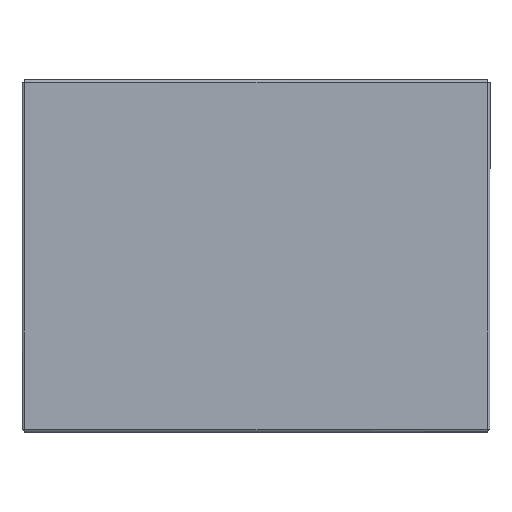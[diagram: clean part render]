
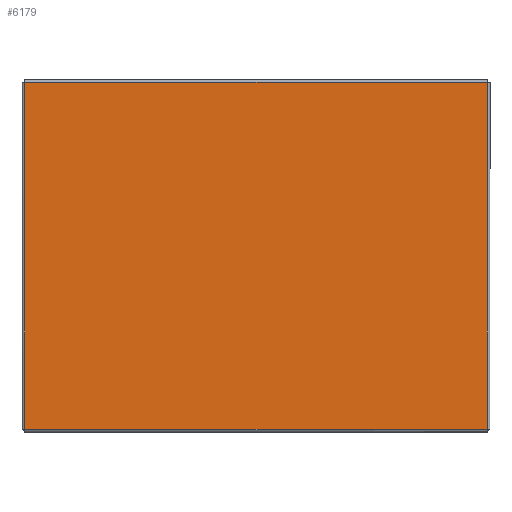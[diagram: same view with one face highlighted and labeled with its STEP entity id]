
A CAD part, top view. The second image highlights one B-rep face of the part: STEP entity #6179.
In plain terms, the highlighted planar face has unit normal (0, 0, 1).
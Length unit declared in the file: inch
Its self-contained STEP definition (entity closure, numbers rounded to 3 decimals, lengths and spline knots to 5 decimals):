
#124 = VERTEX_POINT ( 'NONE', #11761 ) ;
#312 = ORIENTED_EDGE ( 'NONE', *, *, #11312, .T. ) ;
#443 = CARTESIAN_POINT ( 'NONE',  ( 12.04895, 12.0354, 0.074 ) ) ;
#557 = EDGE_LOOP ( 'NONE', ( #312, #12191, #7142, #5818 ) ) ;
#786 = DIRECTION ( 'NONE',  ( 0., -1., 0. ) ) ;
#1034 = LINE ( 'NONE', #11162, #5757 ) ;
#1141 = VECTOR ( 'NONE', #9463, 39.37008 ) ;
#2283 = LINE ( 'NONE', #4564, #4782 ) ;
#3207 = CARTESIAN_POINT ( 'NONE',  ( 8.0625, 6.0625, 0.074 ) ) ;
#3846 = CARTESIAN_POINT ( 'NONE',  ( 16.0354, 3.07605, 0.074 ) ) ;
#4125 = PLANE ( 'NONE',  #5544 ) ;
#4168 = DIRECTION ( 'NONE',  ( 1., 0., 0. ) ) ;
#4459 = CARTESIAN_POINT ( 'NONE',  ( 0.0896, 12.0354, 0.074 ) ) ;
#4505 = DIRECTION ( 'NONE',  ( 1., 0., 0. ) ) ;
#4564 = CARTESIAN_POINT ( 'NONE',  ( 0.0896, 9.04895, 0.074 ) ) ;
#4782 = VECTOR ( 'NONE', #786, 39.37008 ) ;
#4838 = VERTEX_POINT ( 'NONE', #4459 ) ;
#5544 = AXIS2_PLACEMENT_3D ( 'NONE', #3207, #9839, #4168 ) ;
#5757 = VECTOR ( 'NONE', #4505, 39.37008 ) ;
#5818 = ORIENTED_EDGE ( 'NONE', *, *, #10731, .T. ) ;
#6050 = CARTESIAN_POINT ( 'NONE',  ( 16.0354, 12.0354, 0.074 ) ) ;
#6179 = ADVANCED_FACE ( 'NONE', ( #6763 ), #4125, .T. ) ;
#6763 = FACE_OUTER_BOUND ( 'NONE', #557, .T. ) ;
#6862 = VERTEX_POINT ( 'NONE', #12199 ) ;
#7142 = ORIENTED_EDGE ( 'NONE', *, *, #7329, .T. ) ;
#7329 = EDGE_CURVE ( 'NONE', #4838, #124, #2283, .T. ) ;
#8866 = VECTOR ( 'NONE', #9042, 39.37008 ) ;
#8988 = EDGE_CURVE ( 'NONE', #9445, #4838, #11421, .T. ) ;
#9042 = DIRECTION ( 'NONE',  ( -1., 0., 0. ) ) ;
#9445 = VERTEX_POINT ( 'NONE', #6050 ) ;
#9463 = DIRECTION ( 'NONE',  ( 0., 1., 0. ) ) ;
#9839 = DIRECTION ( 'NONE',  ( 0., 0., 1. ) ) ;
#10731 = EDGE_CURVE ( 'NONE', #124, #6862, #1034, .T. ) ;
#10934 = LINE ( 'NONE', #3846, #1141 ) ;
#11162 = CARTESIAN_POINT ( 'NONE',  ( 4.07605, 0.0896, 0.074 ) ) ;
#11312 = EDGE_CURVE ( 'NONE', #6862, #9445, #10934, .T. ) ;
#11421 = LINE ( 'NONE', #443, #8866 ) ;
#11761 = CARTESIAN_POINT ( 'NONE',  ( 0.0896, 0.0896, 0.074 ) ) ;
#12191 = ORIENTED_EDGE ( 'NONE', *, *, #8988, .T. ) ;
#12199 = CARTESIAN_POINT ( 'NONE',  ( 16.0354, 0.0896, 0.074 ) ) ;
